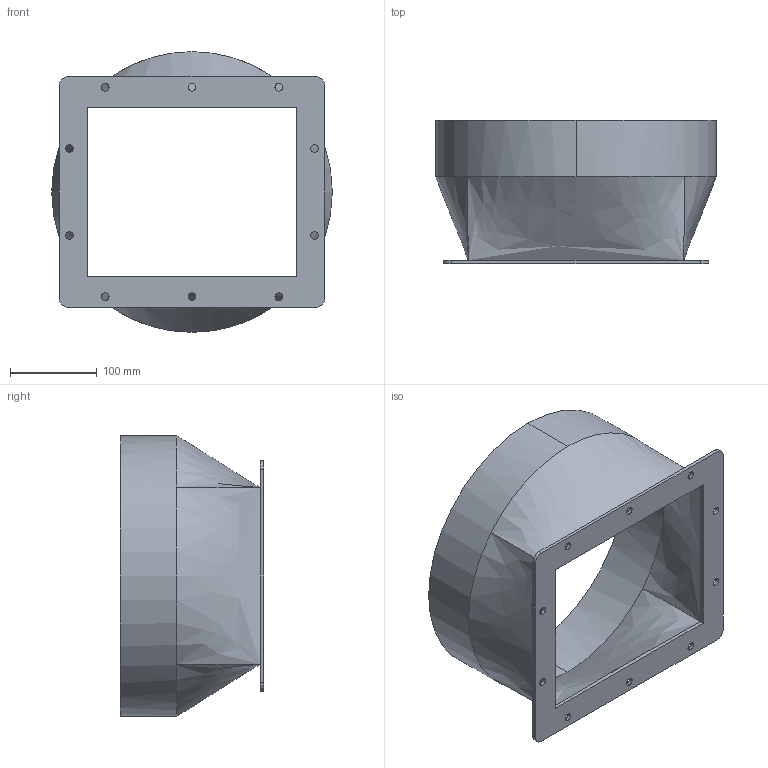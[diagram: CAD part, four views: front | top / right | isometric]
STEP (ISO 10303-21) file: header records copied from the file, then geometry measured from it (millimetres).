
FILE_DESCRIPTION (( 'STEP AP203' ), '1' );
FILE_NAME ('Raccordo QT 250.STEP', '2022-03-30T12:48:42', ( '' ), ( '' ), 'SwSTEP 2.0', 'SolidWorks 2018', '' );
FILE_SCHEMA (( 'CONFIG_CONTROL_DESIGN' ));
Length unit declared in the file: millimetre
Products named in the file (1): Raccordo QT 250
Bounding box: 323 x 165 x 323 mm (x, y, z)
Volume: 776756.6 mm3; surface area: 397973.6 mm2
Topology: 1 solids, 1 shells, 49 faces, 138 edges, 92 vertices
Faces by surface type: cylinder 28, plane 13, bspline 8
Entity records: 4883 total; most frequent: CARTESIAN_POINT 3500, ORIENTED_EDGE 276, DIRECTION 258, EDGE_CURVE 138, AXIS2_PLACEMENT_3D 100, VERTEX_POINT 92, EDGE_LOOP 72, CIRCLE 58
